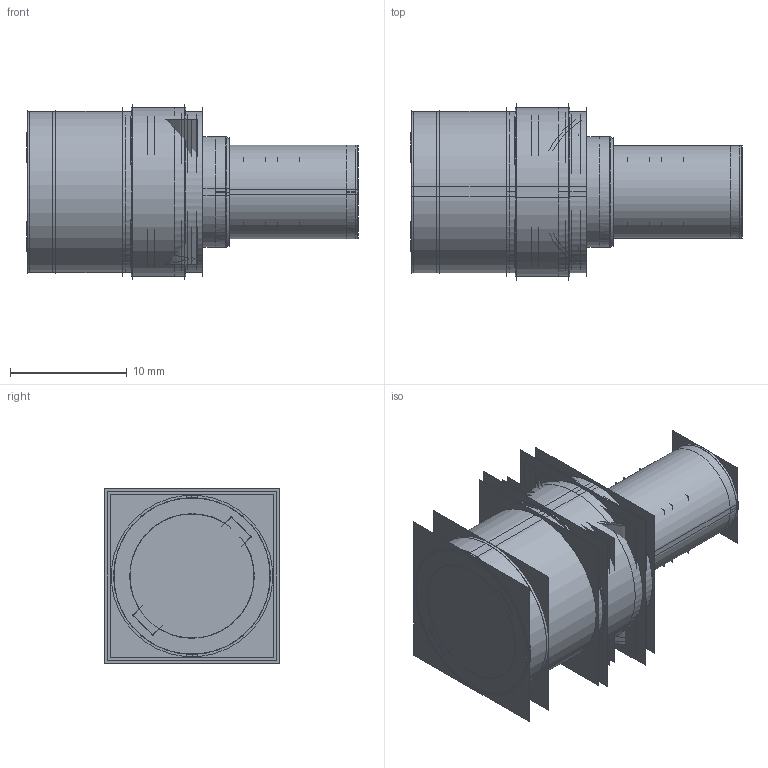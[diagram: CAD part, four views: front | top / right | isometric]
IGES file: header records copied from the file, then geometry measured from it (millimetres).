
Start section:  PTC IGES file: 46650-51rfx_asm.igs
Global section: file name: 46650-51rfx_asm.igs; native system: Pro/ENGINEER by Parametric Technology Corporation; preprocessor: 2008010; author: padmanabhan; organization: Unknown; date: 20081114.152114; units: millimetre
Bounding box: 28.43 x 15.06 x 15.06 mm (x, y, z)
Surface area: 12752.2 mm2 (no closed solid volume)
Topology: 0 solids, 0 shells, 440 faces, 5707 edges, 7502 vertices
Faces by surface type: revolution 292, bspline 148
